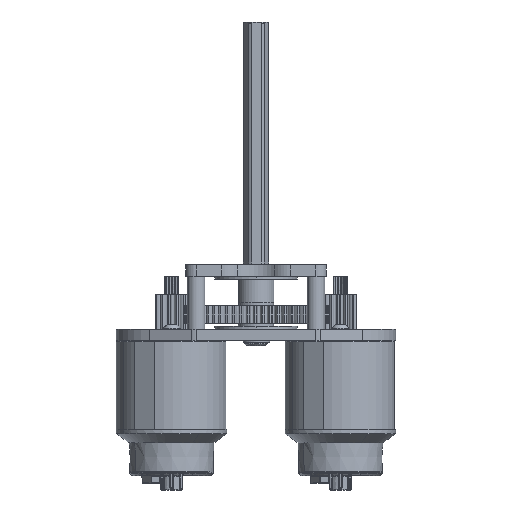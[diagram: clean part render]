
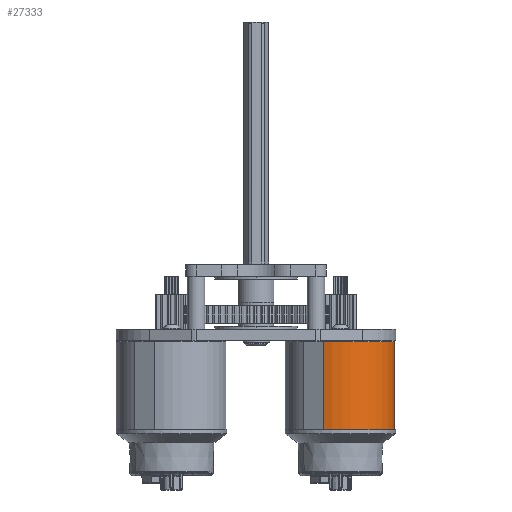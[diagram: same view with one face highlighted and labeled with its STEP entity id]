
A CAD part, front view. The second image highlights one B-rep face of the part: STEP entity #27333.
In plain terms, the highlighted cylindrical face has radius 30 mm (diameter 60 mm), a partial arc.
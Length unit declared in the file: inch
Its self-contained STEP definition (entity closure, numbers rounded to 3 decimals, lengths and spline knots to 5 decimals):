
#1564 = ORIENTED_EDGE ( 'NONE', *, *, #14798, .T. ) ;
#4608 = DIRECTION ( 'NONE',  ( 0., 0., 1. ) ) ;
#4956 = CARTESIAN_POINT ( 'NONE',  ( 0., 0., -0.87402 ) ) ;
#9754 = CIRCLE ( 'NONE', #31058, 1.1811 ) ;
#9994 = ORIENTED_EDGE ( 'NONE', *, *, #16027, .T. ) ;
#14798 = EDGE_CURVE ( 'NONE', #53667, #62641, #68388, .T. ) ;
#15956 = CARTESIAN_POINT ( 'NONE',  ( -0.87739, -0.79069, 1.0115 ) ) ;
#16027 = EDGE_CURVE ( 'NONE', #37415, #53667, #64973, .T. ) ;
#16848 = CARTESIAN_POINT ( 'NONE',  ( -0.87739, -0.79069, 0.87402 ) ) ;
#17310 = CARTESIAN_POINT ( 'NONE',  ( -0.87739, -0.79069, -0.87402 ) ) ;
#18018 = CYLINDRICAL_SURFACE ( 'NONE', #56463, 1.1811 ) ;
#19561 = EDGE_CURVE ( 'NONE', #27953, #62641, #65933, .T. ) ;
#21929 = CARTESIAN_POINT ( 'NONE',  ( 0., 0., 0.87402 ) ) ;
#24134 = CARTESIAN_POINT ( 'NONE',  ( 0.87739, -0.79069, 0.87402 ) ) ;
#26010 = CARTESIAN_POINT ( 'NONE',  ( 0., 0., 1.0115 ) ) ;
#26892 = ORIENTED_EDGE ( 'NONE', *, *, #19561, .F. ) ;
#26992 = VECTOR ( 'NONE', #43570, 39.37008 ) ;
#27049 = DIRECTION ( 'NONE',  ( 0., 0., -1. ) ) ;
#27119 = CARTESIAN_POINT ( 'NONE',  ( 0.87739, -0.79069, -0.87402 ) ) ;
#27333 = ADVANCED_FACE ( 'NONE', ( #60170 ), #18018, .T. ) ;
#27953 = VERTEX_POINT ( 'NONE', #30848 ) ;
#28231 = DIRECTION ( 'NONE',  ( 0., 0., -1. ) ) ;
#30848 = CARTESIAN_POINT ( 'NONE',  ( 0.87739, -0.79069, 1.0115 ) ) ;
#31058 = AXIS2_PLACEMENT_3D ( 'NONE', #26010, #27049, #58313 ) ;
#35023 = DIRECTION ( 'NONE',  ( 0., 0., -1. ) ) ;
#37415 = VERTEX_POINT ( 'NONE', #15956 ) ;
#43357 = DIRECTION ( 'NONE',  ( -1., 0., 0. ) ) ;
#43570 = DIRECTION ( 'NONE',  ( 0., 0., -1. ) ) ;
#50704 = ORIENTED_EDGE ( 'NONE', *, *, #59256, .T. ) ;
#53667 = VERTEX_POINT ( 'NONE', #17310 ) ;
#56059 = AXIS2_PLACEMENT_3D ( 'NONE', #4956, #4608, #62889 ) ;
#56463 = AXIS2_PLACEMENT_3D ( 'NONE', #21929, #28231, #43357 ) ;
#58313 = DIRECTION ( 'NONE',  ( 1., 0., 0. ) ) ;
#59256 = EDGE_CURVE ( 'NONE', #27953, #37415, #9754, .T. ) ;
#60170 = FACE_OUTER_BOUND ( 'NONE', #61296, .T. ) ;
#61296 = EDGE_LOOP ( 'NONE', ( #26892, #50704, #9994, #1564 ) ) ;
#61970 = VECTOR ( 'NONE', #35023, 39.37008 ) ;
#62641 = VERTEX_POINT ( 'NONE', #27119 ) ;
#62889 = DIRECTION ( 'NONE',  ( 1., 0., 0. ) ) ;
#64973 = LINE ( 'NONE', #16848, #26992 ) ;
#65933 = LINE ( 'NONE', #24134, #61970 ) ;
#68388 = CIRCLE ( 'NONE', #56059, 1.1811 ) ;
